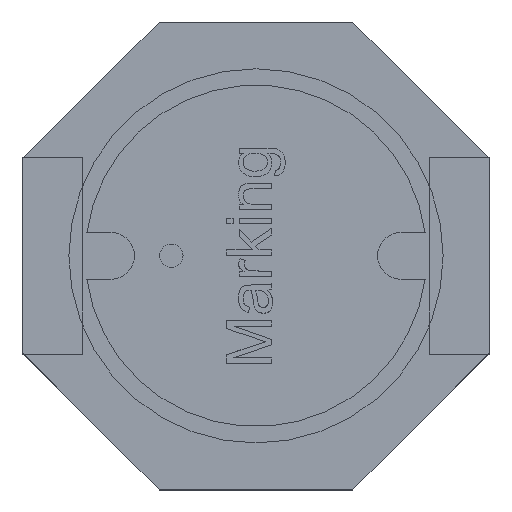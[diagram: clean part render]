
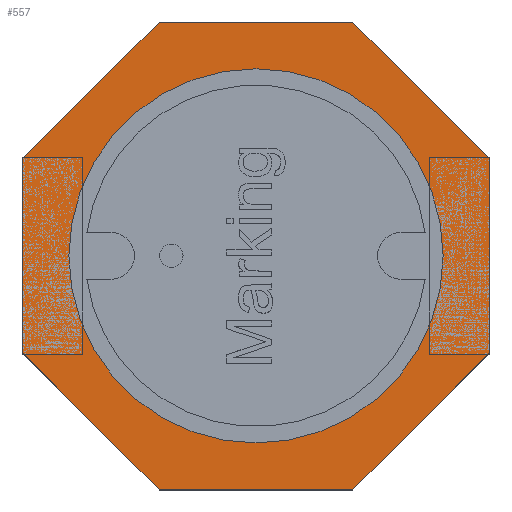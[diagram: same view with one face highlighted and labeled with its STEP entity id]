
A CAD part, top view. The second image highlights one B-rep face of the part: STEP entity #557.
In plain terms, the highlighted planar face has unit normal (0, 0, 1).
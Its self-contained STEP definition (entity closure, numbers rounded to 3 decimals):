
#557 = ADVANCED_FACE( '', ( #1142, #1143 ), #1144, .T. );
#1142 = FACE_BOUND( '', #4148, .T. );
#1143 = FACE_OUTER_BOUND( '', #4149, .T. );
#1144 = PLANE( '', #4150 );
#4148 = EDGE_LOOP( '', ( #6082 ) );
#4149 = EDGE_LOOP( '', ( #6083, #6084, #6085, #6086, #6087, #6088, #6089, #6090 ) );
#4150 = AXIS2_PLACEMENT_3D( '', #6091, #6092, #6093 );
#6082 = ORIENTED_EDGE( '', *, *, #6629, .T. );
#6083 = ORIENTED_EDGE( '', *, *, #6161, .T. );
#6084 = ORIENTED_EDGE( '', *, *, #6454, .T. );
#6085 = ORIENTED_EDGE( '', *, *, #6439, .T. );
#6086 = ORIENTED_EDGE( '', *, *, #6559, .T. );
#6087 = ORIENTED_EDGE( '', *, *, #6211, .T. );
#6088 = ORIENTED_EDGE( '', *, *, #6340, .T. );
#6089 = ORIENTED_EDGE( '', *, *, #6508, .T. );
#6090 = ORIENTED_EDGE( '', *, *, #6491, .T. );
#6091 = CARTESIAN_POINT( '', ( 0., -7.071, 0. ) );
#6092 = DIRECTION( '', ( 0., 0., 1. ) );
#6093 = DIRECTION( '', ( 1., 0., 0. ) );
#6161 = EDGE_CURVE( '', #6743, #6741, #6744, .T. );
#6211 = EDGE_CURVE( '', #6832, #6830, #6833, .T. );
#6340 = EDGE_CURVE( '', #6830, #7041, #7042, .T. );
#6439 = EDGE_CURVE( '', #7189, #7190, #7191, .T. );
#6454 = EDGE_CURVE( '', #6741, #7189, #7211, .T. );
#6491 = EDGE_CURVE( '', #7265, #6743, #7266, .T. );
#6508 = EDGE_CURVE( '', #7041, #7265, #7288, .T. );
#6559 = EDGE_CURVE( '', #7190, #6832, #7360, .T. );
#6629 = EDGE_CURVE( '', #7445, #7445, #7446, .T. );
#6741 = VERTEX_POINT( '', #7592 );
#6743 = VERTEX_POINT( '', #7595 );
#6744 = LINE( '', #7596, #7597 );
#6830 = VERTEX_POINT( '', #7792 );
#6832 = VERTEX_POINT( '', #7795 );
#6833 = LINE( '', #7796, #7797 );
#7041 = VERTEX_POINT( '', #8390 );
#7042 = LINE( '', #8391, #8392 );
#7189 = VERTEX_POINT( '', #8754 );
#7190 = VERTEX_POINT( '', #8755 );
#7191 = LINE( '', #8756, #8757 );
#7211 = LINE( '', #8875, #8876 );
#7265 = VERTEX_POINT( '', #8994 );
#7266 = LINE( '', #8995, #8996 );
#7288 = LINE( '', #9033, #9034 );
#7360 = LINE( '', #9294, #9295 );
#7445 = VERTEX_POINT( '', #9465 );
#7446 = CIRCLE( '', #9466, 4. );
#7592 = CARTESIAN_POINT( '', ( -5., -2.071, 0. ) );
#7595 = CARTESIAN_POINT( '', ( -5., 2.071, 0. ) );
#7596 = CARTESIAN_POINT( '', ( -5., 2.071, 0. ) );
#7597 = VECTOR( '', #9612, 1000. );
#7792 = CARTESIAN_POINT( '', ( 5., 2.071, 0. ) );
#7795 = CARTESIAN_POINT( '', ( 5., -2.071, 0. ) );
#7796 = CARTESIAN_POINT( '', ( 5., -2.071, 0. ) );
#7797 = VECTOR( '', #9648, 1000. );
#8390 = CARTESIAN_POINT( '', ( 2.071, 5., 0. ) );
#8391 = CARTESIAN_POINT( '', ( 2.071, 5., 0. ) );
#8392 = VECTOR( '', #9735, 1000. );
#8754 = CARTESIAN_POINT( '', ( -2.071, -5., 0. ) );
#8755 = CARTESIAN_POINT( '', ( 2.071, -5., 0. ) );
#8756 = CARTESIAN_POINT( '', ( -2.071, -5., 0. ) );
#8757 = VECTOR( '', #9786, 1000. );
#8875 = CARTESIAN_POINT( '', ( -2.071, -5., 0. ) );
#8876 = VECTOR( '', #9789, 1000. );
#8994 = CARTESIAN_POINT( '', ( -2.071, 5., 0. ) );
#8995 = CARTESIAN_POINT( '', ( -5., 2.071, 0. ) );
#8996 = VECTOR( '', #9815, 1000. );
#9033 = CARTESIAN_POINT( '', ( 2.071, 5., 0. ) );
#9034 = VECTOR( '', #9823, 1000. );
#9294 = CARTESIAN_POINT( '', ( 5., -2.071, 0. ) );
#9295 = VECTOR( '', #9842, 1000. );
#9465 = CARTESIAN_POINT( '', ( 4., 0., 0. ) );
#9466 = AXIS2_PLACEMENT_3D( '', #9878, #9879, #9880 );
#9612 = DIRECTION( '', ( 0., -1., 0. ) );
#9648 = DIRECTION( '', ( 0., 1., 0. ) );
#9735 = DIRECTION( '', ( -0.707, 0.707, 0. ) );
#9786 = DIRECTION( '', ( 1., 0., 0. ) );
#9789 = DIRECTION( '', ( 0.707, -0.707, 0. ) );
#9815 = DIRECTION( '', ( -0.707, -0.707, 0. ) );
#9823 = DIRECTION( '', ( -1., 0., 0. ) );
#9842 = DIRECTION( '', ( 0.707, 0.707, 0. ) );
#9878 = CARTESIAN_POINT( '', ( 0., 0., 0. ) );
#9879 = DIRECTION( '', ( 0., 0., -1. ) );
#9880 = DIRECTION( '', ( 1., 0., 0. ) );
